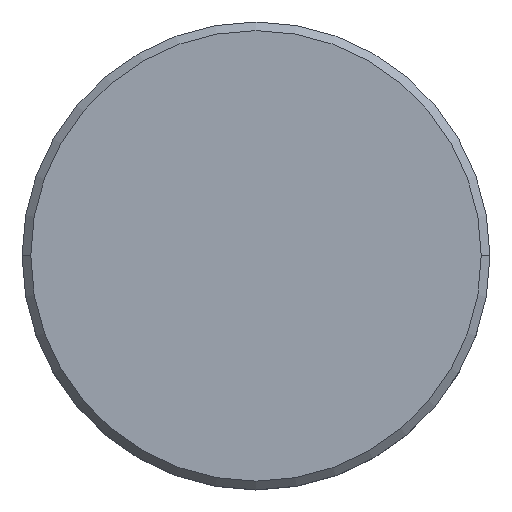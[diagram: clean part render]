
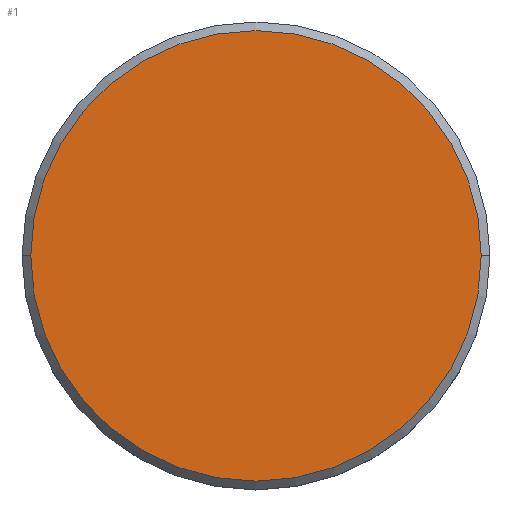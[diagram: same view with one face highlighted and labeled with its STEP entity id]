
A CAD part, top view. The second image highlights one B-rep face of the part: STEP entity #1.
In plain terms, the highlighted planar face has unit normal (0, 0, 1).
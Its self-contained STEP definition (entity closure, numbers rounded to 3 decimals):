
#1 = ADVANCED_FACE ( 'NONE', ( #65 ), #940, .T. ) ;
#10 = AXIS2_PLACEMENT_3D ( 'NONE', #671, #1118, #621 ) ;
#55 = CIRCLE ( 'NONE', #802, 13. ) ;
#65 = FACE_OUTER_BOUND ( 'NONE', #1128, .T. ) ;
#153 = EDGE_CURVE ( 'NONE', #911, #505, #55, .T. ) ;
#160 = CARTESIAN_POINT ( 'NONE',  ( -13., 0., 0. ) ) ;
#458 = EDGE_CURVE ( 'NONE', #505, #911, #546, .T. ) ;
#505 = VERTEX_POINT ( 'NONE', #742 ) ;
#546 = CIRCLE ( 'NONE', #1142, 13. ) ;
#621 = DIRECTION ( 'NONE',  ( 1., 0., 0. ) ) ;
#671 = CARTESIAN_POINT ( 'NONE',  ( 0., 0., 0. ) ) ;
#692 = DIRECTION ( 'NONE',  ( 0., 0., 1. ) ) ;
#740 = ORIENTED_EDGE ( 'NONE', *, *, #458, .T. ) ;
#742 = CARTESIAN_POINT ( 'NONE',  ( 13., 0., 0. ) ) ;
#770 = CARTESIAN_POINT ( 'NONE',  ( 0., 0., 0. ) ) ;
#802 = AXIS2_PLACEMENT_3D ( 'NONE', #770, #692, #1127 ) ;
#828 = DIRECTION ( 'NONE',  ( 0., 0., 1. ) ) ;
#839 = DIRECTION ( 'NONE',  ( 1., 0., 0. ) ) ;
#911 = VERTEX_POINT ( 'NONE', #160 ) ;
#940 = PLANE ( 'NONE',  #10 ) ;
#1086 = CARTESIAN_POINT ( 'NONE',  ( 0., 0., 0. ) ) ;
#1097 = ORIENTED_EDGE ( 'NONE', *, *, #153, .T. ) ;
#1118 = DIRECTION ( 'NONE',  ( 0., 0., 1. ) ) ;
#1127 = DIRECTION ( 'NONE',  ( 1., 0., 0. ) ) ;
#1128 = EDGE_LOOP ( 'NONE', ( #1097, #740 ) ) ;
#1142 = AXIS2_PLACEMENT_3D ( 'NONE', #1086, #828, #839 ) ;
